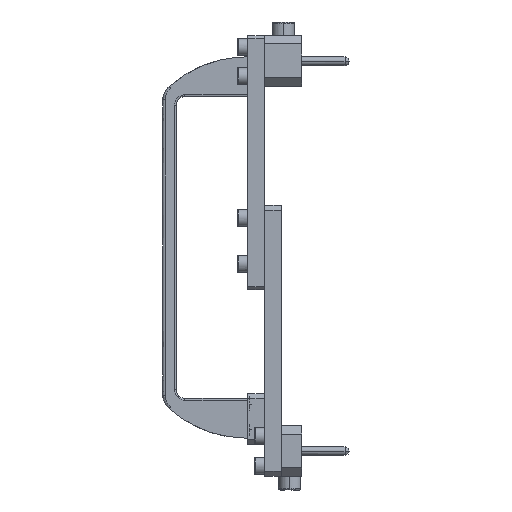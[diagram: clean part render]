
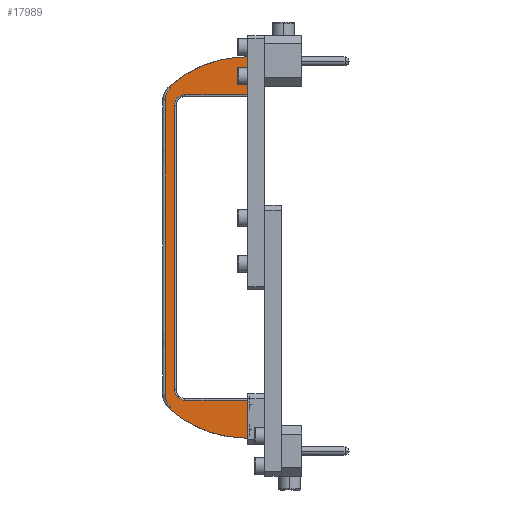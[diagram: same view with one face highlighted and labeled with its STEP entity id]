
A CAD part, left-side view. The second image highlights one B-rep face of the part: STEP entity #17989.
In plain terms, the highlighted free-form (B-spline) face has degree [1, 1] with [2, 2] control points.
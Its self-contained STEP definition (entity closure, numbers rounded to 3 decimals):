
#17508 = VERTEX_POINT('',#17509);
#17509 = CARTESIAN_POINT('',(275.898,73.061,
    77.169));
#17515 = EDGE_CURVE('',#17508,#17516,#17518,.T.);
#17516 = VERTEX_POINT('',#17517);
#17517 = CARTESIAN_POINT('',(275.898,74.106,
    78.544));
#17518 = B_SPLINE_CURVE_WITH_KNOTS('',1,(#17519,#17520),.UNSPECIFIED.,
  .F.,.F.,(2,2),(-1.5,0.039),
  .PIECEWISE_BEZIER_KNOTS.);
#17519 = CARTESIAN_POINT('',(275.898,73.061,
    77.169));
#17520 = CARTESIAN_POINT('',(275.898,74.106,
    78.544));
#17536 = VERTEX_POINT('',#17537);
#17537 = CARTESIAN_POINT('',(275.898,22.431,
    72.9));
#17543 = EDGE_CURVE('',#17544,#17536,#17546,.T.);
#17544 = VERTEX_POINT('',#17545);
#17545 = CARTESIAN_POINT('',(275.898,63.928,
    72.9));
#17546 = B_SPLINE_CURVE_WITH_KNOTS('',1,(#17547,#17548),.UNSPECIFIED.,
  .F.,.F.,(2,2),(-37.,0.),.PIECEWISE_BEZIER_KNOTS.);
#17547 = CARTESIAN_POINT('',(275.898,63.928,
    72.9));
#17548 = CARTESIAN_POINT('',(275.898,22.431,
    72.9));
#17603 = EDGE_CURVE('',#17604,#17536,#17606,.T.);
#17604 = VERTEX_POINT('',#17605);
#17605 = CARTESIAN_POINT('',(275.898,22.431,
    98.134));
#17606 = B_SPLINE_CURVE_WITH_KNOTS('',1,(#17607,#17608),.UNSPECIFIED.,
  .F.,.F.,(2,2),(0.,22.5),.PIECEWISE_BEZIER_KNOTS.);
#17607 = CARTESIAN_POINT('',(275.898,22.431,
    98.134));
#17608 = CARTESIAN_POINT('',(275.898,22.431,
    72.9));
#17635 = EDGE_CURVE('',#17516,#17604,#17636,.T.);
#17636 = ( BOUNDED_CURVE() B_SPLINE_CURVE(2,(#17637,#17638,#17639),
.UNSPECIFIED.,.F.,.F.) B_SPLINE_CURVE_WITH_KNOTS((3,3),(2.417,
3.142),.PIECEWISE_BEZIER_KNOTS.) CURVE() 
GEOMETRIC_REPRESENTATION_ITEM() RATIONAL_B_SPLINE_CURVE((1.,
0.935,1.)) REPRESENTATION_ITEM('') );
#17637 = CARTESIAN_POINT('',(275.898,74.106,
    78.544));
#17638 = CARTESIAN_POINT('',(275.898,51.982,
    98.134));
#17639 = CARTESIAN_POINT('',(275.898,22.431,
    98.134));
#17783 = VERTEX_POINT('',#17784);
#17784 = CARTESIAN_POINT('',(275.898,76.825,
    69.58));
#17790 = EDGE_CURVE('',#17508,#17783,#17791,.T.);
#17791 = ( BOUNDED_CURVE() B_SPLINE_CURVE(2,(#17792,#17793,#17794),
.UNSPECIFIED.,.F.,.F.) B_SPLINE_CURVE_WITH_KNOTS((3,3),(3.792,
4.712),.PIECEWISE_BEZIER_KNOTS.) CURVE() 
GEOMETRIC_REPRESENTATION_ITEM() RATIONAL_B_SPLINE_CURVE((1.,
0.896,1.)) REPRESENTATION_ITEM('') );
#17792 = CARTESIAN_POINT('',(275.898,73.061,
    77.169));
#17793 = CARTESIAN_POINT('',(275.898,76.825,
    74.308));
#17794 = CARTESIAN_POINT('',(275.898,76.825,
    69.58));
#17810 = EDGE_CURVE('',#17811,#17544,#17813,.T.);
#17811 = VERTEX_POINT('',#17812);
#17812 = CARTESIAN_POINT('',(275.898,70.657,
    66.171));
#17813 = ( BOUNDED_CURVE() B_SPLINE_CURVE(2,(#17814,#17815,#17816),
.UNSPECIFIED.,.F.,.F.) B_SPLINE_CURVE_WITH_KNOTS((3,3),(1.571,
3.142),.PIECEWISE_BEZIER_KNOTS.) CURVE() 
GEOMETRIC_REPRESENTATION_ITEM() RATIONAL_B_SPLINE_CURVE((1.,
0.707,1.)) REPRESENTATION_ITEM('') );
#17814 = CARTESIAN_POINT('',(275.898,70.657,
    66.171));
#17815 = CARTESIAN_POINT('',(275.898,70.657,
    72.9));
#17816 = CARTESIAN_POINT('',(275.898,63.928,
    72.9));
#17989 = ADVANCED_FACE('',(#17990),#18055,.F.);
#17990 = FACE_BOUND('',#17991,.T.);
#17991 = EDGE_LOOP('',(#17992,#17999,#18007,#18014,#18022,#18029,#18036,
    #18044,#18049,#18050,#18051,#18052,#18053,#18054));
#17992 = ORIENTED_EDGE('',*,*,#17993,.T.);
#17993 = EDGE_CURVE('',#17783,#17994,#17996,.T.);
#17994 = VERTEX_POINT('',#17995);
#17995 = CARTESIAN_POINT('',(275.898,76.825,
    -125.657));
#17996 = B_SPLINE_CURVE_WITH_KNOTS('',1,(#17997,#17998),.UNSPECIFIED.,
  .F.,.F.,(2,2),(-153.08,21.),.PIECEWISE_BEZIER_KNOTS.);
#17997 = CARTESIAN_POINT('',(275.898,76.825,
    69.58));
#17998 = CARTESIAN_POINT('',(275.898,76.825,
    -125.657));
#17999 = ORIENTED_EDGE('',*,*,#18000,.T.);
#18000 = EDGE_CURVE('',#17994,#18001,#18003,.T.);
#18001 = VERTEX_POINT('',#18002);
#18002 = CARTESIAN_POINT('',(275.898,73.061,
    -133.246));
#18003 = ( BOUNDED_CURVE() B_SPLINE_CURVE(2,(#18004,#18005,#18006),
.UNSPECIFIED.,.F.,.F.) B_SPLINE_CURVE_WITH_KNOTS((3,3),(4.712,
5.633),.PIECEWISE_BEZIER_KNOTS.) CURVE() 
GEOMETRIC_REPRESENTATION_ITEM() RATIONAL_B_SPLINE_CURVE((1.,
0.896,1.)) REPRESENTATION_ITEM('') );
#18004 = CARTESIAN_POINT('',(275.898,76.825,
    -125.657));
#18005 = CARTESIAN_POINT('',(275.898,76.825,
    -130.385));
#18006 = CARTESIAN_POINT('',(275.898,73.061,
    -133.246));
#18007 = ORIENTED_EDGE('',*,*,#18008,.F.);
#18008 = EDGE_CURVE('',#18009,#18001,#18011,.T.);
#18009 = VERTEX_POINT('',#18010);
#18010 = CARTESIAN_POINT('',(275.898,74.106,
    -134.62));
#18011 = B_SPLINE_CURVE_WITH_KNOTS('',1,(#18012,#18013),.UNSPECIFIED.,
  .F.,.F.,(2,2),(0.,1.539),.PIECEWISE_BEZIER_KNOTS.);
#18012 = CARTESIAN_POINT('',(275.898,74.106,
    -134.62));
#18013 = CARTESIAN_POINT('',(275.898,73.061,
    -133.246));
#18014 = ORIENTED_EDGE('',*,*,#18015,.F.);
#18015 = EDGE_CURVE('',#18016,#18009,#18018,.T.);
#18016 = VERTEX_POINT('',#18017);
#18017 = CARTESIAN_POINT('',(275.898,22.431,
    -154.211));
#18018 = ( BOUNDED_CURVE() B_SPLINE_CURVE(2,(#18019,#18020,#18021),
.UNSPECIFIED.,.F.,.F.) B_SPLINE_CURVE_WITH_KNOTS((3,3),(0.,
0.725),.PIECEWISE_BEZIER_KNOTS.) CURVE() 
GEOMETRIC_REPRESENTATION_ITEM() RATIONAL_B_SPLINE_CURVE((1.,
0.935,1.)) REPRESENTATION_ITEM('') );
#18019 = CARTESIAN_POINT('',(275.898,22.431,
    -154.211));
#18020 = CARTESIAN_POINT('',(275.898,51.982,
    -154.211));
#18021 = CARTESIAN_POINT('',(275.898,74.106,
    -134.62));
#18022 = ORIENTED_EDGE('',*,*,#18023,.F.);
#18023 = EDGE_CURVE('',#18024,#18016,#18026,.T.);
#18024 = VERTEX_POINT('',#18025);
#18025 = CARTESIAN_POINT('',(275.898,22.431,
    -128.977));
#18026 = B_SPLINE_CURVE_WITH_KNOTS('',1,(#18027,#18028),.UNSPECIFIED.,
  .F.,.F.,(2,2),(181.5,204.),.PIECEWISE_BEZIER_KNOTS.);
#18027 = CARTESIAN_POINT('',(275.898,22.431,
    -128.977));
#18028 = CARTESIAN_POINT('',(275.898,22.431,
    -154.211));
#18029 = ORIENTED_EDGE('',*,*,#18030,.T.);
#18030 = EDGE_CURVE('',#18024,#18031,#18033,.T.);
#18031 = VERTEX_POINT('',#18032);
#18032 = CARTESIAN_POINT('',(275.898,63.928,
    -128.977));
#18033 = B_SPLINE_CURVE_WITH_KNOTS('',1,(#18034,#18035),.UNSPECIFIED.,
  .F.,.F.,(2,2),(0.,37.),.PIECEWISE_BEZIER_KNOTS.);
#18034 = CARTESIAN_POINT('',(275.898,22.431,
    -128.977));
#18035 = CARTESIAN_POINT('',(275.898,63.928,
    -128.977));
#18036 = ORIENTED_EDGE('',*,*,#18037,.T.);
#18037 = EDGE_CURVE('',#18031,#18038,#18040,.T.);
#18038 = VERTEX_POINT('',#18039);
#18039 = CARTESIAN_POINT('',(275.898,70.657,
    -122.247));
#18040 = ( BOUNDED_CURVE() B_SPLINE_CURVE(2,(#18041,#18042,#18043),
.UNSPECIFIED.,.F.,.F.) B_SPLINE_CURVE_WITH_KNOTS((3,3),(0.,
1.571),.PIECEWISE_BEZIER_KNOTS.) CURVE() 
GEOMETRIC_REPRESENTATION_ITEM() RATIONAL_B_SPLINE_CURVE((1.,
0.707,1.)) REPRESENTATION_ITEM('') );
#18041 = CARTESIAN_POINT('',(275.898,63.928,
    -128.977));
#18042 = CARTESIAN_POINT('',(275.898,70.657,
    -128.977));
#18043 = CARTESIAN_POINT('',(275.898,70.657,
    -122.247));
#18044 = ORIENTED_EDGE('',*,*,#18045,.T.);
#18045 = EDGE_CURVE('',#18038,#17811,#18046,.T.);
#18046 = B_SPLINE_CURVE_WITH_KNOTS('',1,(#18047,#18048),.UNSPECIFIED.,
  .F.,.F.,(2,2),(-62.,106.),.PIECEWISE_BEZIER_KNOTS.);
#18047 = CARTESIAN_POINT('',(275.898,70.657,
    -122.247));
#18048 = CARTESIAN_POINT('',(275.898,70.657,
    66.171));
#18049 = ORIENTED_EDGE('',*,*,#17810,.T.);
#18050 = ORIENTED_EDGE('',*,*,#17543,.T.);
#18051 = ORIENTED_EDGE('',*,*,#17603,.F.);
#18052 = ORIENTED_EDGE('',*,*,#17635,.F.);
#18053 = ORIENTED_EDGE('',*,*,#17515,.F.);
#18054 = ORIENTED_EDGE('',*,*,#17790,.T.);
#18055 = B_SPLINE_SURFACE_WITH_KNOTS('',1,1,(
    (#18056,#18057)
    ,(#18058,#18059
    )),.UNSPECIFIED.,.F.,.F.,.F.,(2,2),(2,2),(-134.5,90.5),(
    0.,48.5),.PIECEWISE_BEZIER_KNOTS.);
#18056 = CARTESIAN_POINT('',(275.898,22.431,
    98.134));
#18057 = CARTESIAN_POINT('',(275.898,76.825,
    98.134));
#18058 = CARTESIAN_POINT('',(275.898,22.431,
    -154.211));
#18059 = CARTESIAN_POINT('',(275.898,76.825,
    -154.211));
